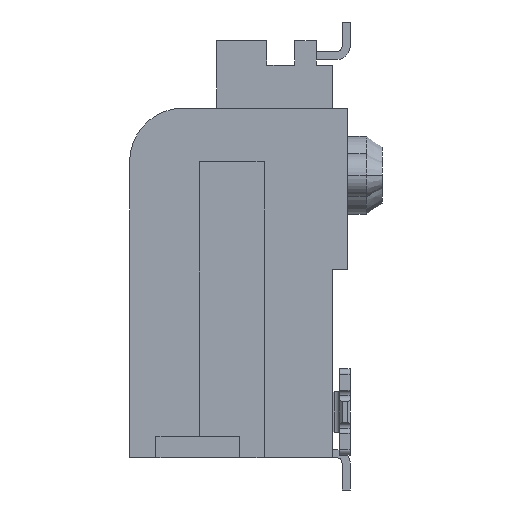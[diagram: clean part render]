
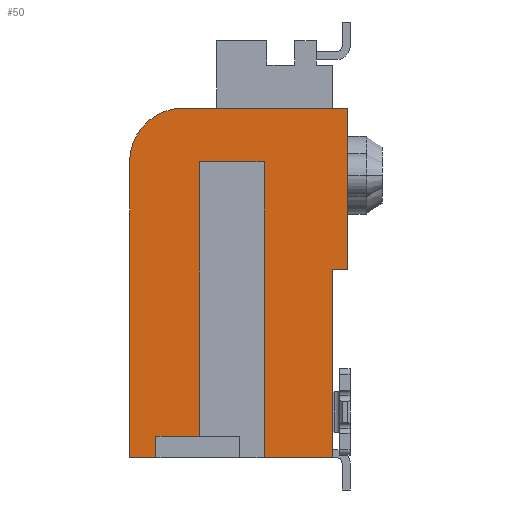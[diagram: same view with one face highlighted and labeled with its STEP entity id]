
A CAD part, left-side view. The second image highlights one B-rep face of the part: STEP entity #50.
In plain terms, the highlighted planar face has unit normal (-1, 0, 0).
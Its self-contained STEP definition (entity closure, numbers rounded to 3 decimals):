
#50=ADVANCED_FACE('',(#1432),#1433,.F.);
#1432=FACE_OUTER_BOUND('',#4291,.T.);
#1433=PLANE('',#4292);
#4291=EDGE_LOOP('',(#7240,#7241,#7242,#7243,#7244,#7245,#7246,#7247,#7248,#7249,#7250,#7251,#7252));
#4292=AXIS2_PLACEMENT_3D('',#7253,#7254,#7255);
#7240=ORIENTED_EDGE('',*,*,#18944,.F.);
#7241=ORIENTED_EDGE('',*,*,#18945,.F.);
#7242=ORIENTED_EDGE('',*,*,#18946,.T.);
#7243=ORIENTED_EDGE('',*,*,#18947,.F.);
#7244=ORIENTED_EDGE('',*,*,#18948,.T.);
#7245=ORIENTED_EDGE('',*,*,#18949,.F.);
#7246=ORIENTED_EDGE('',*,*,#18950,.F.);
#7247=ORIENTED_EDGE('',*,*,#18951,.F.);
#7248=ORIENTED_EDGE('',*,*,#18952,.F.);
#7249=ORIENTED_EDGE('',*,*,#18953,.T.);
#7250=ORIENTED_EDGE('',*,*,#18954,.F.);
#7251=ORIENTED_EDGE('',*,*,#18955,.F.);
#7252=ORIENTED_EDGE('',*,*,#18956,.T.);
#7253=CARTESIAN_POINT('',(-10.95,0.0,0.0));
#7254=DIRECTION('',(1.0,0.0,0.0));
#7255=DIRECTION('',(0.0,1.0,0.0));
#18944=EDGE_CURVE('',#22761,#22762,#22763,.T.);
#18945=EDGE_CURVE('',#22764,#22761,#22765,.T.);
#18946=EDGE_CURVE('',#22764,#22766,#22767,.T.);
#18947=EDGE_CURVE('',#22768,#22766,#22769,.T.);
#18948=EDGE_CURVE('',#22768,#22770,#22771,.T.);
#18949=EDGE_CURVE('',#22772,#22770,#22773,.T.);
#18950=EDGE_CURVE('',#22774,#22772,#22775,.T.);
#18951=EDGE_CURVE('',#22776,#22774,#22777,.T.);
#18952=EDGE_CURVE('',#22778,#22776,#22779,.T.);
#18953=EDGE_CURVE('',#22778,#22780,#22781,.T.);
#18954=EDGE_CURVE('',#22782,#22780,#22783,.T.);
#18955=EDGE_CURVE('',#22784,#22782,#22785,.T.);
#18956=EDGE_CURVE('',#22784,#22762,#22786,.T.);
#22761=VERTEX_POINT('',#29107);
#22762=VERTEX_POINT('',#29108);
#22763=LINE('',#29109,#29110);
#22764=VERTEX_POINT('',#29111);
#22765=LINE('',#29112,#29113);
#22766=VERTEX_POINT('',#29114);
#22767=LINE('',#29115,#29116);
#22768=VERTEX_POINT('',#29117);
#22769=LINE('',#29118,#29119);
#22770=VERTEX_POINT('',#29120);
#22771=LINE('',#29121,#29122);
#22772=VERTEX_POINT('',#29123);
#22773=LINE('',#29124,#29125);
#22774=VERTEX_POINT('',#29126);
#22775=LINE('',#29127,#29128);
#22776=VERTEX_POINT('',#29129);
#22777=LINE('',#29130,#29131);
#22778=VERTEX_POINT('',#29132);
#22779=LINE('',#29133,#29134);
#22780=VERTEX_POINT('',#29135);
#22781=LINE('',#29136,#29137);
#22782=VERTEX_POINT('',#29138);
#22783=LINE('',#29139,#29140);
#22784=VERTEX_POINT('',#29141);
#22785=LINE('',#29142,#29143);
#22786=CIRCLE('',#29144,1.0);
#29107=CARTESIAN_POINT('',(-10.95,1.885,-7.75));
#29108=CARTESIAN_POINT('',(-10.95,1.885,-2.25));
#29109=CARTESIAN_POINT('',(-10.95,1.885,-7.75));
#29110=VECTOR('',#38932,5.5);
#29111=CARTESIAN_POINT('',(-10.95,1.395,-7.75));
#29112=CARTESIAN_POINT('',(-10.95,1.395,-7.75));
#29113=VECTOR('',#38933,0.49);
#29114=CARTESIAN_POINT('',(-10.95,1.395,-7.35));
#29115=CARTESIAN_POINT('',(-10.95,1.395,-7.75));
#29116=VECTOR('',#38934,0.4);
#29117=CARTESIAN_POINT('',(-10.95,0.585,-7.35));
#29118=CARTESIAN_POINT('',(-10.95,0.585,-7.35));
#29119=VECTOR('',#38935,0.81);
#29120=CARTESIAN_POINT('',(-10.95,0.585,-2.25));
#29121=CARTESIAN_POINT('',(-10.95,0.585,-7.35));
#29122=VECTOR('',#38936,5.1);
#29123=CARTESIAN_POINT('',(-10.95,-0.615,-2.25));
#29124=CARTESIAN_POINT('',(-10.95,-0.615,-2.25));
#29125=VECTOR('',#38937,1.2);
#29126=CARTESIAN_POINT('',(-10.95,-0.615,-7.75));
#29127=CARTESIAN_POINT('',(-10.95,-0.615,-7.75));
#29128=VECTOR('',#38938,5.5);
#29129=CARTESIAN_POINT('',(-10.95,-1.885,-7.75));
#29130=CARTESIAN_POINT('',(-10.95,-1.885,-7.75));
#29131=VECTOR('',#38939,1.27);
#29132=CARTESIAN_POINT('',(-10.95,-1.885,-4.25));
#29133=CARTESIAN_POINT('',(-10.95,-1.885,-4.25));
#29134=VECTOR('',#38940,3.5);
#29135=CARTESIAN_POINT('',(-10.95,-2.165,-4.25));
#29136=CARTESIAN_POINT('',(-10.95,-1.885,-4.25));
#29137=VECTOR('',#38941,0.28);
#29138=CARTESIAN_POINT('',(-10.95,-2.165,-1.25));
#29139=CARTESIAN_POINT('',(-10.95,-2.165,-1.25));
#29140=VECTOR('',#38942,3.0);
#29141=CARTESIAN_POINT('',(-10.95,0.885,-1.25));
#29142=CARTESIAN_POINT('',(-10.95,0.885,-1.25));
#29143=VECTOR('',#38943,3.05);
#29144=AXIS2_PLACEMENT_3D('',#38944,#38945,#38946);
#38932=DIRECTION('',(0.0,0.0,1.0));
#38933=DIRECTION('',(0.0,1.0,0.0));
#38934=DIRECTION('',(0.0,0.0,1.0));
#38935=DIRECTION('',(0.0,1.0,0.0));
#38936=DIRECTION('',(0.0,0.0,1.0));
#38937=DIRECTION('',(0.0,1.0,0.0));
#38938=DIRECTION('',(0.0,0.0,1.0));
#38939=DIRECTION('',(0.0,1.0,0.0));
#38940=DIRECTION('',(0.0,0.0,-1.0));
#38941=DIRECTION('',(0.0,-1.0,0.0));
#38942=DIRECTION('',(0.0,0.0,-1.0));
#38943=DIRECTION('',(0.0,-1.0,0.0));
#38944=CARTESIAN_POINT('',(-10.95,0.885,-2.25));
#38945=DIRECTION('',(-1.0,0.0,0.0));
#38946=DIRECTION('',(0.0,0.0,1.0));
